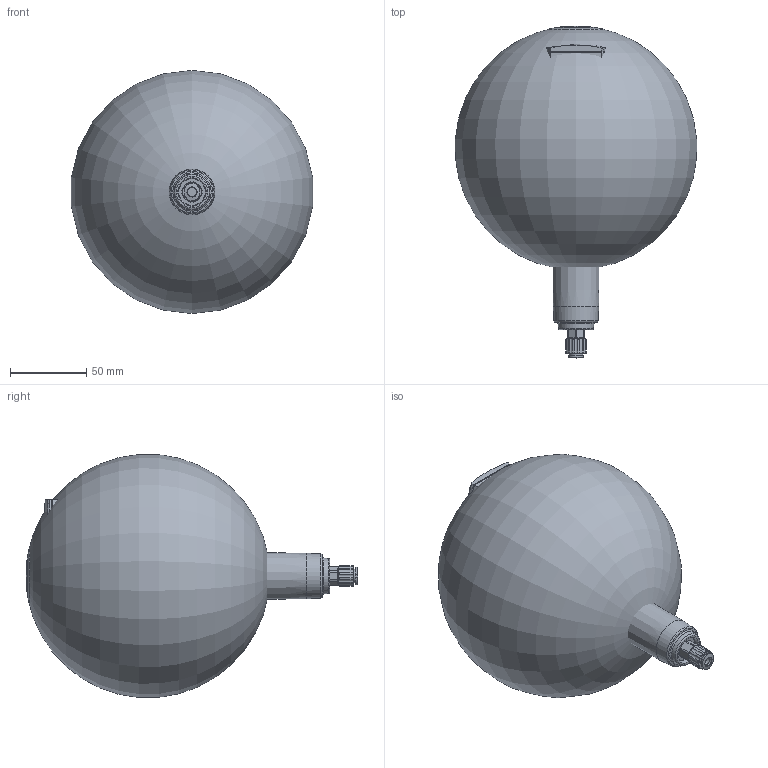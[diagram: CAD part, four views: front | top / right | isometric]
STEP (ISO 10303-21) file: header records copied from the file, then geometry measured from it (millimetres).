
FILE_DESCRIPTION(/* description */ ('STEP AP214'),/* implementation_level */ '2;1');
FILE_NAME(/* name */ '8176523_MS4-EM1FR-1_4-D6-E-P-M-AG-BAR-WP-F1A-B',/* time_stamp */ '2024-09-09T16:20:09+02:00',/* author */ ('License CC BY-ND 4.0'),/* organization */ ('CADENAS'),/* preprocessor_version */ 'ST-DEVELOPER v19.3',/* originating_system */ 'PARTsolutions',/* authorisation */ ' ');
FILE_SCHEMA (('AUTOMOTIVE_DESIGN {1 0 10303 214 3 1 1}'));
Length unit declared in the file: millimetre
Products named in the file (5): 8176523 MS4-EM1FR-1/4-D6-E-P-M-AG-BAR-WP-F1A-B; 541266 MS4-EM1-1/4-F1A-1D; 8098261 MS4-LFR-1/4-D6-E-P-M-AG-BAR-F1A-B---(high); 8140202 MS4-WP1---(00wp); 8092760 MS4-MV-B---(42.7_high_m)
Assembly tree (4 placements, depth 2):
  8176523 MS4-EM1FR-1/4-D6-E-P-M-AG-BAR-WP-F1A-B
    541266 MS4-EM1-1/4-F1A-1D
    8098261 MS4-LFR-1/4-D6-E-P-M-AG-BAR-F1A-B---(high)
    8140202 MS4-WP1---(00wp)
    8092760 MS4-MV-B---(42.7_high_m)
Bounding box: 158.4 x 218.01 x 159.56 mm (x, y, z)
Volume: 2067976.1 mm3; surface area: 149807.3 mm2
Topology: 4 solids, 4 shells, 937 faces, 2580 edges, 1692 vertices
Faces by surface type: plane 549, cylinder 315, cone 44, torus 26, sphere 3
Full cylindrical faces by diameter (mm): 2.459 x2, 2.55 x2, 3 x2, 5.6 x2, 6 x5, 6.1 x3, 7.5 x1, 8.72 x1, 11.445 x5, 27.9 x1, 38.8 x1
Entity records: 35623 total; most frequent: CARTESIAN_POINT 5736, ORIENTED_EDGE 4996, DIRECTION 4957, EDGE_CURVE 2498, AXIS2_PLACEMENT_3D 1684, VERTEX_POINT 1677, LINE 1589, VECTOR 1589
